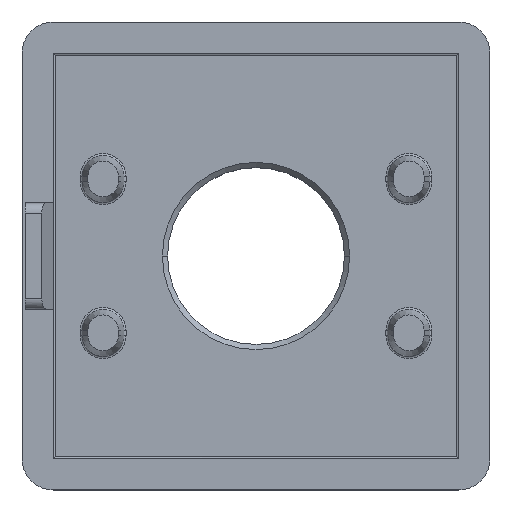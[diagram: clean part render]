
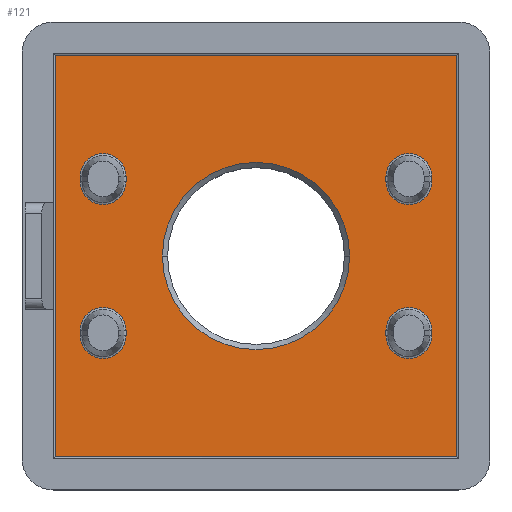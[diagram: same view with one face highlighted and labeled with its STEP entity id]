
A CAD part, top view. The second image highlights one B-rep face of the part: STEP entity #121.
In plain terms, the highlighted planar face has unit normal (0, 0, 1).
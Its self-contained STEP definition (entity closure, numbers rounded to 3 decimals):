
#121=ADVANCED_FACE('NONE',(#323,#324,#325,#326,#327,#328),#329,.T.);
#323=FACE_OUTER_BOUND('',#608,.T.);
#324=FACE_BOUND('',#609,.T.);
#325=FACE_BOUND('',#610,.T.);
#326=FACE_BOUND('',#611,.T.);
#327=FACE_BOUND('',#612,.T.);
#328=FACE_BOUND('',#613,.T.);
#329=PLANE('',#614);
#608=EDGE_LOOP('',(#913,#914,#915,#916));
#609=EDGE_LOOP('',(#917,#918));
#610=EDGE_LOOP('',(#919,#920,#921,#922));
#611=EDGE_LOOP('',(#923,#924,#925,#926));
#612=EDGE_LOOP('',(#927,#928,#929,#930));
#613=EDGE_LOOP('',(#931,#932,#933,#934));
#614=AXIS2_PLACEMENT_3D('',#935,#936,#937);
#913=ORIENTED_EDGE('',*,*,#1658,.T.);
#914=ORIENTED_EDGE('',*,*,#1659,.T.);
#915=ORIENTED_EDGE('',*,*,#1660,.T.);
#916=ORIENTED_EDGE('',*,*,#1661,.T.);
#917=ORIENTED_EDGE('',*,*,#1634,.T.);
#918=ORIENTED_EDGE('',*,*,#1662,.T.);
#919=ORIENTED_EDGE('',*,*,#1663,.T.);
#920=ORIENTED_EDGE('',*,*,#1664,.T.);
#921=ORIENTED_EDGE('',*,*,#1665,.T.);
#922=ORIENTED_EDGE('',*,*,#1666,.T.);
#923=ORIENTED_EDGE('',*,*,#1667,.T.);
#924=ORIENTED_EDGE('',*,*,#1668,.T.);
#925=ORIENTED_EDGE('',*,*,#1669,.T.);
#926=ORIENTED_EDGE('',*,*,#1670,.T.);
#927=ORIENTED_EDGE('',*,*,#1671,.T.);
#928=ORIENTED_EDGE('',*,*,#1672,.T.);
#929=ORIENTED_EDGE('',*,*,#1673,.T.);
#930=ORIENTED_EDGE('',*,*,#1674,.T.);
#931=ORIENTED_EDGE('',*,*,#1675,.T.);
#932=ORIENTED_EDGE('',*,*,#1676,.T.);
#933=ORIENTED_EDGE('',*,*,#1677,.T.);
#934=ORIENTED_EDGE('',*,*,#1678,.T.);
#935=CARTESIAN_POINT('',(-19.5,19.5,3.0));
#936=DIRECTION('',(-0.0,0.0,1.0));
#937=DIRECTION('',(1.0,0.0,0.0));
#1634=EDGE_CURVE('NONE',#1925,#1923,#1926,.T.);
#1658=EDGE_CURVE('NONE',#1968,#1969,#1970,.T.);
#1659=EDGE_CURVE('NONE',#1969,#1971,#1972,.T.);
#1660=EDGE_CURVE('NONE',#1971,#1973,#1974,.T.);
#1661=EDGE_CURVE('NONE',#1973,#1968,#1975,.T.);
#1662=EDGE_CURVE('NONE',#1923,#1925,#1976,.T.);
#1663=EDGE_CURVE('NONE',#1977,#1978,#1979,.T.);
#1664=EDGE_CURVE('NONE',#1978,#1980,#1981,.T.);
#1665=EDGE_CURVE('NONE',#1980,#1982,#1983,.T.);
#1666=EDGE_CURVE('NONE',#1982,#1977,#1984,.T.);
#1667=EDGE_CURVE('NONE',#1985,#1986,#1987,.T.);
#1668=EDGE_CURVE('NONE',#1986,#1988,#1989,.T.);
#1669=EDGE_CURVE('NONE',#1988,#1990,#1991,.T.);
#1670=EDGE_CURVE('NONE',#1990,#1985,#1992,.T.);
#1671=EDGE_CURVE('NONE',#1993,#1994,#1995,.T.);
#1672=EDGE_CURVE('NONE',#1994,#1996,#1997,.T.);
#1673=EDGE_CURVE('NONE',#1996,#1998,#1999,.T.);
#1674=EDGE_CURVE('NONE',#1998,#1993,#2000,.T.);
#1675=EDGE_CURVE('NONE',#2001,#2002,#2003,.T.);
#1676=EDGE_CURVE('NONE',#2002,#2004,#2005,.T.);
#1677=EDGE_CURVE('NONE',#2004,#2006,#2007,.T.);
#1678=EDGE_CURVE('NONE',#2006,#2001,#2008,.T.);
#1923=VERTEX_POINT('NONE',#2325);
#1925=VERTEX_POINT('NONE',#2328);
#1926=CIRCLE('',#2329,9.);
#1968=VERTEX_POINT('NONE',#2386);
#1969=VERTEX_POINT('NONE',#2387);
#1970=LINE('',#2388,#2389);
#1971=VERTEX_POINT('NONE',#2390);
#1972=LINE('',#2391,#2392);
#1973=VERTEX_POINT('NONE',#2393);
#1974=LINE('',#2394,#2395);
#1975=LINE('',#2396,#2397);
#1976=CIRCLE('',#2398,9.);
#1977=VERTEX_POINT('NONE',#2399);
#1978=VERTEX_POINT('NONE',#2400);
#1979=LINE('',#2401,#2402);
#1980=VERTEX_POINT('NONE',#2403);
#1981=CIRCLE('',#2404,2.2);
#1982=VERTEX_POINT('NONE',#2405);
#1983=LINE('',#2406,#2407);
#1984=CIRCLE('',#2408,2.2);
#1985=VERTEX_POINT('NONE',#2409);
#1986=VERTEX_POINT('NONE',#2410);
#1987=LINE('',#2411,#2412);
#1988=VERTEX_POINT('NONE',#2413);
#1989=CIRCLE('',#2414,2.2);
#1990=VERTEX_POINT('NONE',#2415);
#1991=LINE('',#2416,#2417);
#1992=CIRCLE('',#2418,2.2);
#1993=VERTEX_POINT('NONE',#2419);
#1994=VERTEX_POINT('NONE',#2420);
#1995=LINE('',#2421,#2422);
#1996=VERTEX_POINT('NONE',#2423);
#1997=CIRCLE('',#2424,2.2);
#1998=VERTEX_POINT('NONE',#2425);
#1999=LINE('',#2426,#2427);
#2000=CIRCLE('',#2428,2.2);
#2001=VERTEX_POINT('NONE',#2429);
#2002=VERTEX_POINT('NONE',#2430);
#2003=LINE('',#2431,#2432);
#2004=VERTEX_POINT('NONE',#2433);
#2005=CIRCLE('',#2434,2.2);
#2006=VERTEX_POINT('NONE',#2435);
#2007=LINE('',#2436,#2437);
#2008=CIRCLE('',#2438,2.2);
#2325=CARTESIAN_POINT('',(-9.,0.,3.0));
#2328=CARTESIAN_POINT('',(9.,0.0,3.0));
#2329=AXIS2_PLACEMENT_3D('',#2906,#2907,#2908);
#2386=CARTESIAN_POINT('',(19.3,-19.3,3.0));
#2387=CARTESIAN_POINT('',(19.3,19.3,3.0));
#2388=CARTESIAN_POINT('',(19.3,19.5,3.0));
#2389=VECTOR('',#2939,1000.0);
#2390=CARTESIAN_POINT('',(-19.3,19.3,3.0));
#2391=CARTESIAN_POINT('',(-19.5,19.3,3.0));
#2392=VECTOR('',#2940,1000.0);
#2393=CARTESIAN_POINT('',(-19.3,-19.3,3.0));
#2394=CARTESIAN_POINT('',(-19.3,19.5,3.0));
#2395=VECTOR('',#2941,1000.0);
#2396=CARTESIAN_POINT('',(-19.5,-19.3,3.0));
#2397=VECTOR('',#2942,1000.0);
#2398=AXIS2_PLACEMENT_3D('',#2943,#2944,#2945);
#2399=CARTESIAN_POINT('',(-12.5,-7.15,3.0));
#2400=CARTESIAN_POINT('',(-12.5,-7.65,3.0));
#2401=CARTESIAN_POINT('',(-12.5,19.5,3.0));
#2402=VECTOR('',#2946,1000.0);
#2403=CARTESIAN_POINT('',(-16.9,-7.65,3.0));
#2404=AXIS2_PLACEMENT_3D('',#2947,#2948,#2949);
#2405=CARTESIAN_POINT('',(-16.9,-7.15,3.0));
#2406=CARTESIAN_POINT('',(-16.9,19.5,3.0));
#2407=VECTOR('',#2950,1000.0);
#2408=AXIS2_PLACEMENT_3D('',#2951,#2952,#2953);
#2409=CARTESIAN_POINT('',(12.5,7.15,3.0));
#2410=CARTESIAN_POINT('',(12.5,7.65,3.0));
#2411=CARTESIAN_POINT('',(12.5,19.5,3.0));
#2412=VECTOR('',#2954,1000.0);
#2413=CARTESIAN_POINT('',(16.9,7.65,3.0));
#2414=AXIS2_PLACEMENT_3D('',#2955,#2956,#2957);
#2415=CARTESIAN_POINT('',(16.9,7.15,3.0));
#2416=CARTESIAN_POINT('',(16.9,19.5,3.0));
#2417=VECTOR('',#2958,1000.0);
#2418=AXIS2_PLACEMENT_3D('',#2959,#2960,#2961);
#2419=CARTESIAN_POINT('',(-16.9,7.15,3.0));
#2420=CARTESIAN_POINT('',(-16.9,7.65,3.0));
#2421=CARTESIAN_POINT('',(-16.9,19.5,3.0));
#2422=VECTOR('',#2962,1000.0);
#2423=CARTESIAN_POINT('',(-12.5,7.65,3.0));
#2424=AXIS2_PLACEMENT_3D('',#2963,#2964,#2965);
#2425=CARTESIAN_POINT('',(-12.5,7.15,3.0));
#2426=CARTESIAN_POINT('',(-12.5,19.5,3.0));
#2427=VECTOR('',#2966,1000.0);
#2428=AXIS2_PLACEMENT_3D('',#2967,#2968,#2969);
#2429=CARTESIAN_POINT('',(16.9,-7.15,3.0));
#2430=CARTESIAN_POINT('',(16.9,-7.65,3.0));
#2431=CARTESIAN_POINT('',(16.9,19.5,3.0));
#2432=VECTOR('',#2970,1000.0);
#2433=CARTESIAN_POINT('',(12.5,-7.65,3.0));
#2434=AXIS2_PLACEMENT_3D('',#2971,#2972,#2973);
#2435=CARTESIAN_POINT('',(12.5,-7.15,3.0));
#2436=CARTESIAN_POINT('',(12.5,19.5,3.0));
#2437=VECTOR('',#2974,1000.0);
#2438=AXIS2_PLACEMENT_3D('',#2975,#2976,#2977);
#2906=CARTESIAN_POINT('',(0.0,0.0,3.0));
#2907=DIRECTION('',(0.0,0.0,-1.0));
#2908=DIRECTION('',(1.0,0.0,0.0));
#2939=DIRECTION('',(0.,1.0,-0.0));
#2940=DIRECTION('',(-1.0,0.0,-0.0));
#2941=DIRECTION('',(0.,-1.0,0.0));
#2942=DIRECTION('',(1.0,0.,0.0));
#2943=CARTESIAN_POINT('',(0.0,0.0,3.0));
#2944=DIRECTION('',(0.0,0.0,-1.0));
#2945=DIRECTION('',(1.0,0.0,0.0));
#2946=DIRECTION('',(-0.0,-1.0,-0.0));
#2947=CARTESIAN_POINT('',(-14.7,-7.65,3.0));
#2948=DIRECTION('',(0.0,0.0,-1.0));
#2949=DIRECTION('',(1.0,0.0,0.0));
#2950=DIRECTION('',(0.,1.0,-0.0));
#2951=CARTESIAN_POINT('',(-14.7,-7.15,3.0));
#2952=DIRECTION('',(0.0,0.0,-1.0));
#2953=DIRECTION('',(1.0,0.0,0.0));
#2954=DIRECTION('',(-0.0,1.0,-0.0));
#2955=CARTESIAN_POINT('',(14.7,7.65,3.0));
#2956=DIRECTION('',(0.0,0.0,-1.0));
#2957=DIRECTION('',(1.0,0.0,0.0));
#2958=DIRECTION('',(-0.0,-1.0,-0.0));
#2959=CARTESIAN_POINT('',(14.7,7.15,3.0));
#2960=DIRECTION('',(0.0,0.0,-1.0));
#2961=DIRECTION('',(1.0,0.0,0.0));
#2962=DIRECTION('',(-0.0,1.0,-0.0));
#2963=CARTESIAN_POINT('',(-14.7,7.65,3.0));
#2964=DIRECTION('',(0.0,0.0,-1.0));
#2965=DIRECTION('',(1.0,0.0,0.0));
#2966=DIRECTION('',(-0.0,-1.0,-0.0));
#2967=CARTESIAN_POINT('',(-14.7,7.15,3.0));
#2968=DIRECTION('',(0.0,0.0,-1.0));
#2969=DIRECTION('',(1.0,0.0,0.0));
#2970=DIRECTION('',(-0.0,-1.0,-0.0));
#2971=CARTESIAN_POINT('',(14.7,-7.65,3.0));
#2972=DIRECTION('',(0.0,0.0,-1.0));
#2973=DIRECTION('',(1.0,0.0,0.0));
#2974=DIRECTION('',(-0.0,1.0,-0.0));
#2975=CARTESIAN_POINT('',(14.7,-7.15,3.0));
#2976=DIRECTION('',(0.0,0.0,-1.0));
#2977=DIRECTION('',(1.0,0.0,0.0));
